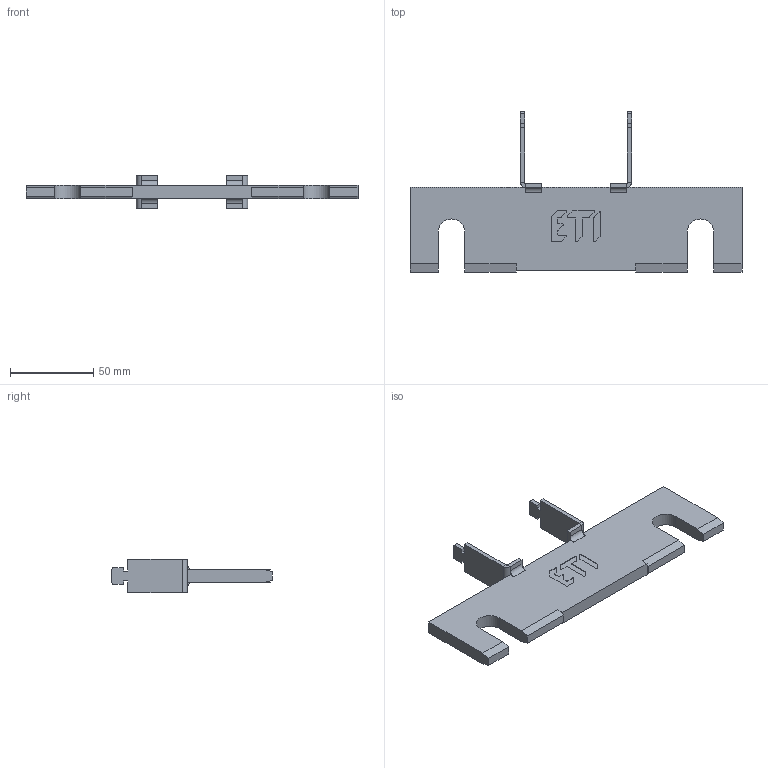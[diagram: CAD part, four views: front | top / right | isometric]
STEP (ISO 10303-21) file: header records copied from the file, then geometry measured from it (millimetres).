
FILE_DESCRIPTION((''),'2;1');
FILE_NAME('NVL4_ASM','2022-02-24T07:29:46',('marketing.praksa'),('Audax d.o.o.'),'CREO PARAMETRIC BY PTC INC, 2021304','CREO PARAMETRIC BY PTC INC, 2021304','');
FILE_SCHEMA(('AP242_MANAGED_MODEL_BASED_3D_ENGINEERING_MIM_LF { 1 0 10303 442 1 1 4 }'));
Length unit declared in the file: millimetre
Products named in the file (5): 0000007604_1_1; 0000007600_1_1; 0000007609_1-3715_1; PRT9571; NVL4_ASM
Assembly tree (8 placements, depth 2):
  NVL4_ASM
    0000007604_1_1
    0000007600_1_1  x2
    0000007609_1-3715_1  x4
    PRT9571
Bounding box: 200 x 96.5 x 20.1 mm (x, y, z)
Volume: 77626.9 mm3; surface area: 29204.1 mm2
Topology: 10 solids, 10 shells, 203 faces, 522 edges, 344 vertices
Faces by surface type: plane 141, cylinder 62
Entity records: 9210 total; most frequent: DIRECTION 942, CARTESIAN_POINT 941, ORIENTED_EDGE 870, PRESENTATION_STYLE_ASSIGNMENT 618, STYLED_ITEM 618, CURVE_STYLE 443, EDGE_CURVE 435, VECTOR 326
